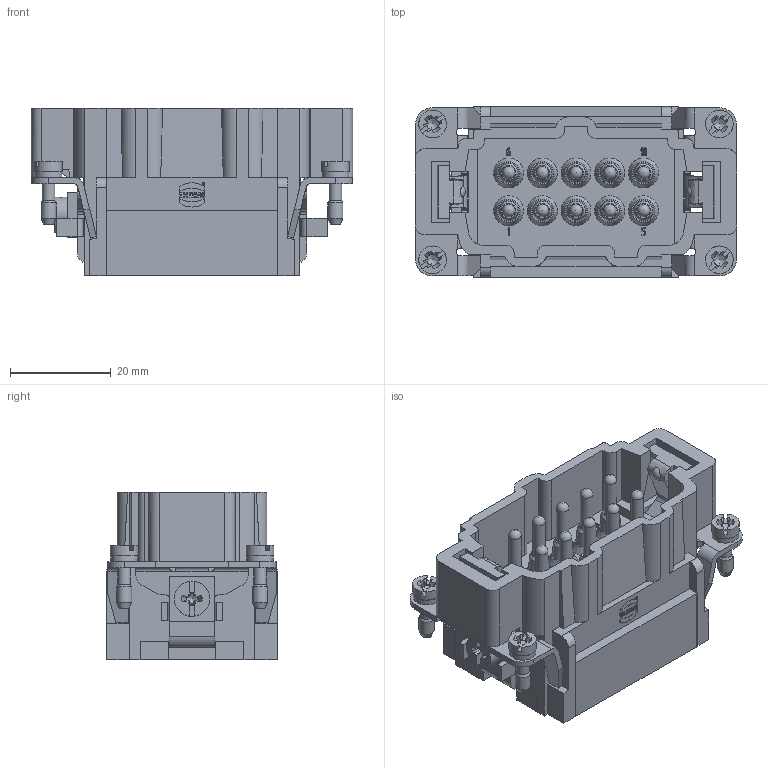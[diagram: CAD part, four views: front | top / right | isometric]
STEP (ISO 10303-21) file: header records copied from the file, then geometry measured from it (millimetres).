
FILE_DESCRIPTION(/* description */ (''),/* implementation_level */ '2;1');
FILE_NAME(/* name */ '100111984ugm000_e.stp',/* time_stamp */ '2018-11-26T15:31:43+01:00',/* author */ (''),/* organization */ (''),/* preprocessor_version */ 'ST-DEVELOPER v16.7',/* originating_system */ 'SIEMENS PLM Software NX 12.0',/* authorisation */ '');
FILE_SCHEMA (('AUTOMOTIVE_DESIGN { 1 0 10303 214 3 1 1 1 }'));
Length unit declared in the file: millimetre
Products named in the file (1): 100111984ugm000_e
Bounding box: 63.85 x 34 x 33.35 mm (x, y, z)
Volume: 33550.6 mm3; surface area: 17930.5 mm2
Topology: 1 solids, 1 shells, 1049 faces, 2861 edges, 1897 vertices
Faces by surface type: plane 682, extrusion 132, cylinder 130, cone 63, bspline 28, sphere 14
Full cylindrical faces by diameter (mm): 0.335 x1, 0.492 x1, 0.6 x2, 2.349 x2, 2.5 x14, 2.519 x2, 3 x4, 3.242 x1, 5.3 x4, 5.4 x10, 5.5 x4, 7 x1
Entity records: 37413 total; most frequent: CARTESIAN_POINT 8651, ORIENTED_EDGE 5394, DIRECTION 4528, EDGE_CURVE 2697, VECTOR 1934, VERTEX_POINT 1823, LINE 1802, AXIS2_PLACEMENT_3D 1297
